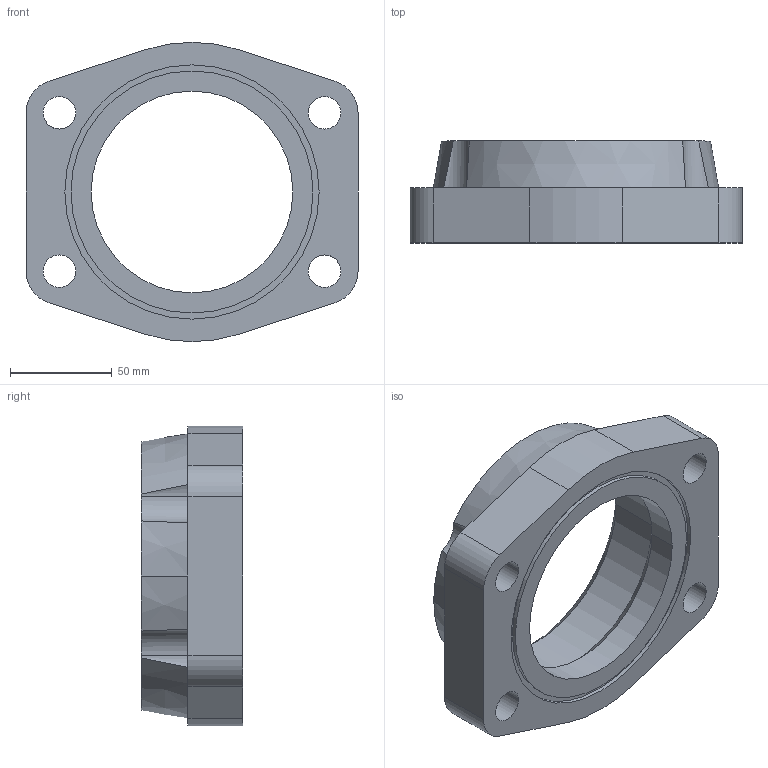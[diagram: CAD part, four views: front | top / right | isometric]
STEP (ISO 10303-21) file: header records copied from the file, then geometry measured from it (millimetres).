
FILE_DESCRIPTION(('STEP AP214'),'1');
FILE_NAME('b90-009.stp','2021-01-28T15:39:20',('TraceParts'),('TraceParts S.A.'),'Spatial InterOp 3D',' ',' ');
FILE_SCHEMA(('AUTOMOTIVE_DESIGN { 1 0 10303 214 1 1 1 1 }'));
Length unit declared in the file: millimetre
Products named in the file (1): b90-009
Bounding box: 163 x 50 x 147 mm (x, y, z)
Volume: 411300.8 mm3; surface area: 68934.5 mm2
Topology: 1 solids, 1 shells, 51 faces, 136 edges, 90 vertices
Faces by surface type: cylinder 30, plane 11, cone 10
Entity records: 1707 total; most frequent: CARTESIAN_POINT 334, DIRECTION 310, ORIENTED_EDGE 272, EDGE_CURVE 136, AXIS2_PLACEMENT_3D 130, VERTEX_POINT 90, CIRCLE 78, EDGE_LOOP 64
